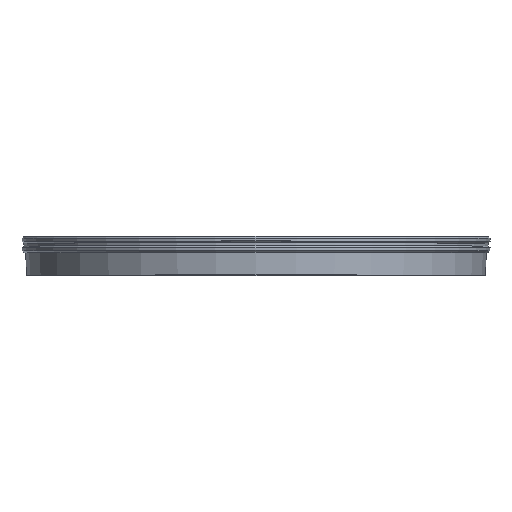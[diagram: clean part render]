
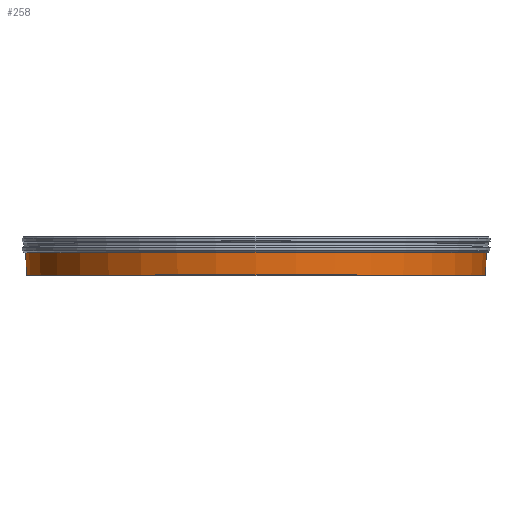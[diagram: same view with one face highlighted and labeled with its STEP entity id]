
A CAD part, top view. The second image highlights one B-rep face of the part: STEP entity #258.
In plain terms, the highlighted conical face has half-angle 3 degrees and reference radius 528.363 mm.
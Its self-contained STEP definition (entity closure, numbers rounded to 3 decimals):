
#24=CONICAL_SURFACE('',#297,528.363,0.052);
#37=FACE_OUTER_BOUND('',#57,.T.);
#57=EDGE_LOOP('',(#196,#197,#198,#199));
#77=LINE('',#443,#93);
#93=VECTOR('',#356,528.363);
#110=CIRCLE('',#296,529.725);
#111=CIRCLE('',#298,527.);
#129=VERTEX_POINT('',#438);
#130=VERTEX_POINT('',#441);
#152=EDGE_CURVE('',#129,#129,#110,.T.);
#153=EDGE_CURVE('',#130,#130,#111,.T.);
#154=EDGE_CURVE('',#130,#129,#77,.T.);
#196=ORIENTED_EDGE('',*,*,#153,.F.);
#197=ORIENTED_EDGE('',*,*,#154,.T.);
#198=ORIENTED_EDGE('',*,*,#152,.T.);
#199=ORIENTED_EDGE('',*,*,#154,.F.);
#258=ADVANCED_FACE('',(#37),#24,.T.);
#296=AXIS2_PLACEMENT_3D('',#439,#350,#351);
#297=AXIS2_PLACEMENT_3D('',#440,#352,#353);
#298=AXIS2_PLACEMENT_3D('',#442,#354,#355);
#350=DIRECTION('center_axis',(0.,-1.,0.));
#351=DIRECTION('ref_axis',(1.,0.,0.));
#352=DIRECTION('center_axis',(0.,1.,0.));
#353=DIRECTION('ref_axis',(1.,0.,0.));
#354=DIRECTION('center_axis',(0.,-1.,0.));
#355=DIRECTION('ref_axis',(1.,0.,0.));
#356=DIRECTION('',(-0.052,0.999,0.));
#438=CARTESIAN_POINT('',(-529.725,52.,0.));
#439=CARTESIAN_POINT('Origin',(0.,52.,0.));
#440=CARTESIAN_POINT('Origin',(0.,26.,0.));
#441=CARTESIAN_POINT('',(-527.,0.,0.));
#442=CARTESIAN_POINT('Origin',(0.,0.,0.));
#443=CARTESIAN_POINT('',(-528.363,26.,0.));
